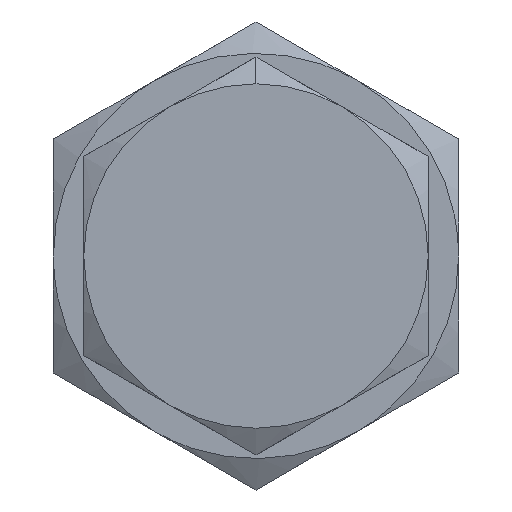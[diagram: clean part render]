
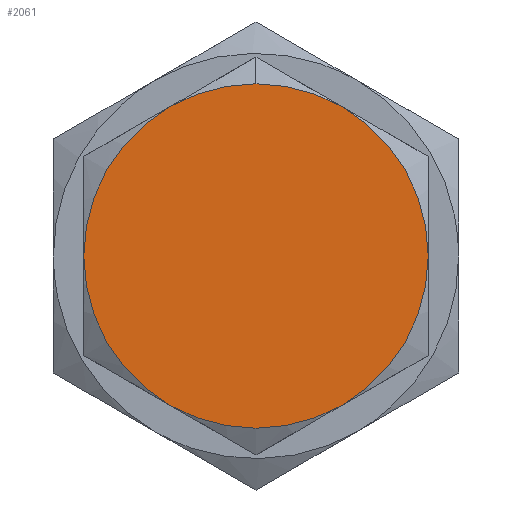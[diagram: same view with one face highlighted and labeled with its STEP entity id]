
A CAD part, front view. The second image highlights one B-rep face of the part: STEP entity #2061.
In plain terms, the highlighted free-form (B-spline) face has degree [1, 1] with [2, 2] control points.
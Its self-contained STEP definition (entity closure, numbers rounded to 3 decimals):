
#30 = EDGE_CURVE ( 'NONE', #2532, #69, #1949, .T. ) ;
#36 = CARTESIAN_POINT ( 'NONE',  ( -7.733, 0.5, -3.607 ) ) ;
#39 = CARTESIAN_POINT ( 'NONE',  ( -3.607, 0.5, 7.733 ) ) ;
#48 = CARTESIAN_POINT ( 'NONE',  ( -4.25, 0.5, 7.361 ) ) ;
#65 = CARTESIAN_POINT ( 'NONE',  ( 4.25, 0.5, 7.361 ) ) ;
#69 = VERTEX_POINT ( 'NONE', #166 ) ;
#155 = FACE_OUTER_BOUND ( 'NONE', #1891, .T. ) ;
#163 = EDGE_CURVE ( 'NONE', #887, #736, #2085, .T. ) ;
#165 = CARTESIAN_POINT ( 'NONE',  ( -4.893, 0.5, 6.99 ) ) ;
#166 = CARTESIAN_POINT ( 'NONE',  ( 0., 0.5, 8.5 ) ) ;
#241 = CARTESIAN_POINT ( 'NONE',  ( 4.893, 0.5, 6.99 ) ) ;
#249 = B_SPLINE_SURFACE_WITH_KNOTS ( 'NONE', 1, 1, ( 
 ( #1950, #1089 ),
 ( #885, #1502 ) ),
 .UNSPECIFIED., .F., .F., .F.,
 ( 2, 2 ),
 ( 2, 2 ),
 ( 0., 1. ),
 ( 0., 1. ),
 .UNSPECIFIED. ) ;
#251 = CARTESIAN_POINT ( 'NONE',  ( -6.536, 0.5, -5.485 ) ) ;
#264 = B_SPLINE_CURVE_WITH_KNOTS ( 'NONE', 3,
 ( #635, #684, #292, #1513, #39, #48 ),
 .UNSPECIFIED., .F., .F.,
 ( 4, 2, 4 ),
 ( 0., 0.262, 0.524 ),
 .UNSPECIFIED. ) ;
#292 = CARTESIAN_POINT ( 'NONE',  ( -1.482, 0.5, 8.403 ) ) ;
#300 = CARTESIAN_POINT ( 'NONE',  ( -8.5, 0.5, 0. ) ) ;
#368 = B_SPLINE_CURVE_WITH_KNOTS ( 'NONE', 3,
 ( #1095, #2565, #659, #1507, #36, #1499, #251, #2136, #1722, #772 ),
 .UNSPECIFIED., .F., .F.,
 ( 4, 2, 2, 2, 4 ),
 ( 0., 0.262, 0.524, 0.785, 1.047 ),
 .UNSPECIFIED. ) ;
#381 = CARTESIAN_POINT ( 'NONE',  ( 0., 0.5, 8.5 ) ) ;
#428 = CARTESIAN_POINT ( 'NONE',  ( -8.018, 0.5, 2.917 ) ) ;
#442 = CARTESIAN_POINT ( 'NONE',  ( 8.5, 0.5, 0. ) ) ;
#454 = EDGE_CURVE ( 'NONE', #1621, #1458, #1931, .T. ) ;
#455 = CARTESIAN_POINT ( 'NONE',  ( 6.99, 0.5, 4.893 ) ) ;
#465 = CARTESIAN_POINT ( 'NONE',  ( 8.018, 0.5, 2.917 ) ) ;
#565 = CARTESIAN_POINT ( 'NONE',  ( 4.25, 0.5, 7.361 ) ) ;
#599 = CARTESIAN_POINT ( 'NONE',  ( 4.25, 0.5, -7.361 ) ) ;
#635 = CARTESIAN_POINT ( 'NONE',  ( 0., 0.5, 8.5 ) ) ;
#657 = ORIENTED_EDGE ( 'NONE', *, *, #30, .T. ) ;
#659 = CARTESIAN_POINT ( 'NONE',  ( -8.403, 0.5, -1.482 ) ) ;
#677 = ORIENTED_EDGE ( 'NONE', *, *, #163, .T. ) ;
#684 = CARTESIAN_POINT ( 'NONE',  ( -0.743, 0.5, 8.5 ) ) ;
#736 = VERTEX_POINT ( 'NONE', #599 ) ;
#765 = CARTESIAN_POINT ( 'NONE',  ( 1.482, 0.5, 8.403 ) ) ;
#772 = CARTESIAN_POINT ( 'NONE',  ( -4.25, 0.5, -7.361 ) ) ;
#809 = CARTESIAN_POINT ( 'NONE',  ( 4.25, 0.5, -7.361 ) ) ;
#819 = CARTESIAN_POINT ( 'NONE',  ( -0.743, 0.5, -8.5 ) ) ;
#862 = CARTESIAN_POINT ( 'NONE',  ( 8.018, 0.5, -2.917 ) ) ;
#885 = CARTESIAN_POINT ( 'NONE',  ( -8.602, 0.5, -8.602 ) ) ;
#887 = VERTEX_POINT ( 'NONE', #2100 ) ;
#935 = EDGE_CURVE ( 'NONE', #69, #1621, #264, .T. ) ;
#1013 = ORIENTED_EDGE ( 'NONE', *, *, #1716, .T. ) ;
#1041 = CARTESIAN_POINT ( 'NONE',  ( 8.403, 0.5, -1.482 ) ) ;
#1089 = CARTESIAN_POINT ( 'NONE',  ( 8.602, 0.5, 8.602 ) ) ;
#1095 = CARTESIAN_POINT ( 'NONE',  ( -8.5, 0.5, 0. ) ) ;
#1102 = ORIENTED_EDGE ( 'NONE', *, *, #2051, .T. ) ;
#1216 = CARTESIAN_POINT ( 'NONE',  ( -6.536, 0.5, 5.485 ) ) ;
#1263 = CARTESIAN_POINT ( 'NONE',  ( 4.893, 0.5, -6.99 ) ) ;
#1288 = CARTESIAN_POINT ( 'NONE',  ( 8.403, 0.5, 1.482 ) ) ;
#1321 = CARTESIAN_POINT ( 'NONE',  ( 8.5, 0.5, 0. ) ) ;
#1346 = B_SPLINE_CURVE_WITH_KNOTS ( 'NONE', 3,
 ( #1321, #1960, #1288, #465, #2172, #455, #2161, #1759, #241, #65 ),
 .UNSPECIFIED., .F., .F.,
 ( 4, 2, 2, 2, 4 ),
 ( 0., 0.262, 0.524, 0.785, 1.047 ),
 .UNSPECIFIED. ) ;
#1447 = CARTESIAN_POINT ( 'NONE',  ( 4.25, 0.5, 7.361 ) ) ;
#1449 = CARTESIAN_POINT ( 'NONE',  ( 7.733, 0.5, -3.607 ) ) ;
#1458 = VERTEX_POINT ( 'NONE', #300 ) ;
#1470 = ORIENTED_EDGE ( 'NONE', *, *, #935, .T. ) ;
#1478 = CARTESIAN_POINT ( 'NONE',  ( 8.5, 0.5, -0.743 ) ) ;
#1499 = CARTESIAN_POINT ( 'NONE',  ( -6.99, 0.5, -4.893 ) ) ;
#1502 = CARTESIAN_POINT ( 'NONE',  ( 8.602, 0.5, -8.602 ) ) ;
#1507 = CARTESIAN_POINT ( 'NONE',  ( -8.018, 0.5, -2.917 ) ) ;
#1513 = CARTESIAN_POINT ( 'NONE',  ( -2.917, 0.5, 8.018 ) ) ;
#1621 = VERTEX_POINT ( 'NONE', #2705 ) ;
#1652 = CARTESIAN_POINT ( 'NONE',  ( -3.607, 0.5, -7.733 ) ) ;
#1662 = EDGE_CURVE ( 'NONE', #736, #1680, #2472, .T. ) ;
#1680 = VERTEX_POINT ( 'NONE', #442 ) ;
#1716 = EDGE_CURVE ( 'NONE', #1458, #887, #368, .T. ) ;
#1722 = CARTESIAN_POINT ( 'NONE',  ( -4.893, 0.5, -6.99 ) ) ;
#1759 = CARTESIAN_POINT ( 'NONE',  ( 5.485, 0.5, 6.536 ) ) ;
#1855 = CARTESIAN_POINT ( 'NONE',  ( -1.482, 0.5, -8.403 ) ) ;
#1870 = CARTESIAN_POINT ( 'NONE',  ( -4.25, 0.5, -7.361 ) ) ;
#1878 = CARTESIAN_POINT ( 'NONE',  ( -8.5, 0.5, 0.743 ) ) ;
#1889 = CARTESIAN_POINT ( 'NONE',  ( 4.25, 0.5, -7.361 ) ) ;
#1891 = EDGE_LOOP ( 'NONE', ( #677, #2081, #1102, #657, #1470, #2548, #1013 ) ) ;
#1931 = B_SPLINE_CURVE_WITH_KNOTS ( 'NONE', 3,
 ( #2481, #165, #2489, #1216, #2690, #2281, #428, #2349, #1878, #2562 ),
 .UNSPECIFIED., .F., .F.,
 ( 4, 2, 2, 2, 4 ),
 ( 0., 0.262, 0.524, 0.785, 1.047 ),
 .UNSPECIFIED. ) ;
#1949 = B_SPLINE_CURVE_WITH_KNOTS ( 'NONE', 3,
 ( #565, #2702, #2242, #765, #2672, #381 ),
 .UNSPECIFIED., .F., .F.,
 ( 4, 2, 4 ),
 ( 0., 0.262, 0.524 ),
 .UNSPECIFIED. ) ;
#1950 = CARTESIAN_POINT ( 'NONE',  ( -8.602, 0.5, 8.602 ) ) ;
#1960 = CARTESIAN_POINT ( 'NONE',  ( 8.5, 0.5, 0.743 ) ) ;
#2051 = EDGE_CURVE ( 'NONE', #1680, #2532, #1346, .T. ) ;
#2061 = ADVANCED_FACE ( 'NONE', ( #155 ), #249, .T. ) ;
#2077 = CARTESIAN_POINT ( 'NONE',  ( 1.482, 0.5, -8.403 ) ) ;
#2081 = ORIENTED_EDGE ( 'NONE', *, *, #1662, .T. ) ;
#2085 = B_SPLINE_CURVE_WITH_KNOTS ( 'NONE', 3,
 ( #1870, #1652, #2296, #1855, #819, #2697, #2077, #2486, #2268, #809 ),
 .UNSPECIFIED., .F., .F.,
 ( 4, 2, 2, 2, 4 ),
 ( 0., 0.262, 0.524, 0.785, 1.047 ),
 .UNSPECIFIED. ) ;
#2100 = CARTESIAN_POINT ( 'NONE',  ( -4.25, 0.5, -7.361 ) ) ;
#2114 = CARTESIAN_POINT ( 'NONE',  ( 6.99, 0.5, -4.893 ) ) ;
#2136 = CARTESIAN_POINT ( 'NONE',  ( -5.485, 0.5, -6.536 ) ) ;
#2161 = CARTESIAN_POINT ( 'NONE',  ( 6.536, 0.5, 5.485 ) ) ;
#2172 = CARTESIAN_POINT ( 'NONE',  ( 7.733, 0.5, 3.607 ) ) ;
#2242 = CARTESIAN_POINT ( 'NONE',  ( 2.917, 0.5, 8.018 ) ) ;
#2268 = CARTESIAN_POINT ( 'NONE',  ( 3.607, 0.5, -7.733 ) ) ;
#2281 = CARTESIAN_POINT ( 'NONE',  ( -7.733, 0.5, 3.607 ) ) ;
#2296 = CARTESIAN_POINT ( 'NONE',  ( -2.917, 0.5, -8.018 ) ) ;
#2341 = CARTESIAN_POINT ( 'NONE',  ( 8.5, 0.5, 0. ) ) ;
#2349 = CARTESIAN_POINT ( 'NONE',  ( -8.403, 0.5, 1.482 ) ) ;
#2472 = B_SPLINE_CURVE_WITH_KNOTS ( 'NONE', 3,
 ( #1889, #1263, #2720, #2544, #2114, #1449, #862, #1041, #1478, #2341 ),
 .UNSPECIFIED., .F., .F.,
 ( 4, 2, 2, 2, 4 ),
 ( 0., 0.262, 0.524, 0.785, 1.047 ),
 .UNSPECIFIED. ) ;
#2481 = CARTESIAN_POINT ( 'NONE',  ( -4.25, 0.5, 7.361 ) ) ;
#2486 = CARTESIAN_POINT ( 'NONE',  ( 2.917, 0.5, -8.018 ) ) ;
#2489 = CARTESIAN_POINT ( 'NONE',  ( -5.485, 0.5, 6.536 ) ) ;
#2532 = VERTEX_POINT ( 'NONE', #1447 ) ;
#2544 = CARTESIAN_POINT ( 'NONE',  ( 6.536, 0.5, -5.485 ) ) ;
#2548 = ORIENTED_EDGE ( 'NONE', *, *, #454, .T. ) ;
#2562 = CARTESIAN_POINT ( 'NONE',  ( -8.5, 0.5, 0. ) ) ;
#2565 = CARTESIAN_POINT ( 'NONE',  ( -8.5, 0.5, -0.743 ) ) ;
#2672 = CARTESIAN_POINT ( 'NONE',  ( 0.743, 0.5, 8.5 ) ) ;
#2690 = CARTESIAN_POINT ( 'NONE',  ( -6.99, 0.5, 4.893 ) ) ;
#2697 = CARTESIAN_POINT ( 'NONE',  ( 0.743, 0.5, -8.5 ) ) ;
#2702 = CARTESIAN_POINT ( 'NONE',  ( 3.607, 0.5, 7.733 ) ) ;
#2705 = CARTESIAN_POINT ( 'NONE',  ( -4.25, 0.5, 7.361 ) ) ;
#2720 = CARTESIAN_POINT ( 'NONE',  ( 5.485, 0.5, -6.536 ) ) ;
